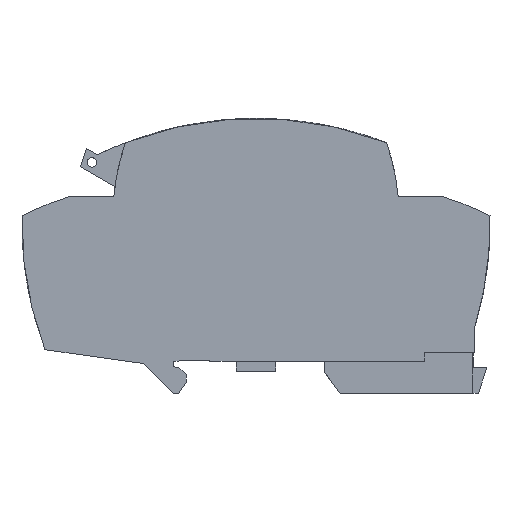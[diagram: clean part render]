
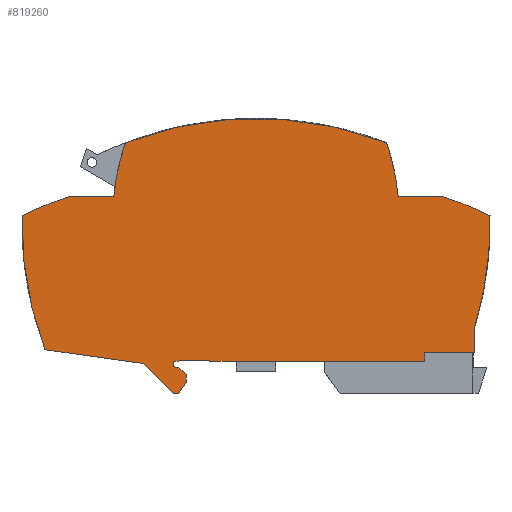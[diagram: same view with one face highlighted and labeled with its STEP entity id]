
A CAD part, left-side view. The second image highlights one B-rep face of the part: STEP entity #819260.
In plain terms, the highlighted planar face has unit normal (-1, 0, 0).
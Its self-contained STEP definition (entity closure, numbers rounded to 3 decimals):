
#270110=CARTESIAN_POINT('',(0.,13.944,
8.75));
#270120=VERTEX_POINT('',#270110);
#270150=CARTESIAN_POINT('',(0.,14.662,
8.75));
#270160=DIRECTION('',(0.,1.,0.));
#270170=VECTOR('',#270160,1.);
#270180=LINE('',#270150,#270170);
#270190=CARTESIAN_POINT('',(0.,3.404,
8.75));
#270200=VERTEX_POINT('',#270190);
#270210=EDGE_CURVE('',#270200,#270120,#270180,.T.);
#270460=CARTESIAN_POINT('',(0.,3.404,
21.653));
#270470=DIRECTION('',(0.,0.,1.));
#270480=VECTOR('',#270470,1.);
#270490=LINE('',#270460,#270480);
#270500=CARTESIAN_POINT('',(0.,3.404,
13.709));
#270510=VERTEX_POINT('',#270500);
#270520=EDGE_CURVE('',#270200,#270510,#270490,.T.);
#271130=CARTESIAN_POINT('',(0.,76.,
36.2));
#271140=DIRECTION('',(-1.,0.,0.));
#271150=DIRECTION('',(0.,-0.99,
-0.139));
#271160=AXIS2_PLACEMENT_3D('',#271130,#271140,#271150);
#271170=CIRCLE('',#271160,76.);
#271180=CARTESIAN_POINT('',(0.,0.019,
37.914));
#271190=VERTEX_POINT('',#271180);
#271200=EDGE_CURVE('',#270510,#271190,#271170,.T.);
#282390=CARTESIAN_POINT('',(0.,33.641,
-31.469));
#282400=DIRECTION('',(1.,0.,0.));
#282410=DIRECTION('',(0.,1.,0.));
#282420=AXIS2_PLACEMENT_3D('',#282390,#282400,#282410);
#282430=CIRCLE('',#282420,77.1);
#282440=CARTESIAN_POINT('',(0.,10.104,
41.95));
#282450=VERTEX_POINT('',#282440);
#282460=EDGE_CURVE('',#282450,#271190,#282430,.T.);
#282880=CARTESIAN_POINT('',(0.,14.662,
41.95));
#282890=DIRECTION('',(0.,-1.,0.));
#282900=VECTOR('',#282890,1.);
#282910=LINE('',#282880,#282900);
#282920=CARTESIAN_POINT('',(0.,19.561,
41.95));
#282930=VERTEX_POINT('',#282920);
#282940=EDGE_CURVE('',#282930,#282450,#282910,.T.);
#382270=CARTESIAN_POINT('',(0.,49.999,
6.85));
#382280=DIRECTION('',(0.,1.,0.));
#382290=VECTOR('',#382280,1.);
#382300=LINE('',#382270,#382290);
#382310=CARTESIAN_POINT('',(0.,13.944,
6.85));
#382320=VERTEX_POINT('',#382310);
#382330=CARTESIAN_POINT('',(0.,59.634,
6.85));
#382340=VERTEX_POINT('',#382330);
#382350=EDGE_CURVE('',#382320,#382340,#382300,.T.);
#389150=CARTESIAN_POINT('',(0.,59.634,
7.05));
#389160=VERTEX_POINT('',#389150);
#389190=CARTESIAN_POINT('',(0.,59.634,
57.182));
#389200=DIRECTION('',(0.,0.,1.));
#389210=VECTOR('',#389200,1.);
#389220=LINE('',#389190,#389210);
#389230=EDGE_CURVE('',#382340,#389160,#389220,.T.);
#399180=CARTESIAN_POINT('',(0.,22.039,
53.415));
#399190=VERTEX_POINT('',#399180);
#399220=CARTESIAN_POINT('',(0.,49.834,
-18.501));
#399230=DIRECTION('',(1.,0.,0.));
#399240=DIRECTION('',(0.,0.,-1.));
#399250=AXIS2_PLACEMENT_3D('',#399220,#399230,#399240);
#399260=CIRCLE('',#399250,77.1);
#399270=CARTESIAN_POINT('',(0.,77.629,
53.415));
#399280=VERTEX_POINT('',#399270);
#399290=EDGE_CURVE('',#399280,#399190,#399260,.T.);
#436980=CARTESIAN_POINT('',(0.,80.107,
41.95));
#436990=VERTEX_POINT('',#436980);
#437020=CARTESIAN_POINT('',(0.,49.999,
41.95));
#437030=DIRECTION('',(0.,-1.,0.));
#437040=VECTOR('',#437030,1.);
#437050=LINE('',#437020,#437040);
#437060=CARTESIAN_POINT('',(0.,89.564,
41.95));
#437070=VERTEX_POINT('',#437060);
#437080=EDGE_CURVE('',#437070,#436990,#437050,.T.);
#441750=CARTESIAN_POINT('',(0.,66.028,
-31.469));
#441760=DIRECTION('',(-1.,0.,0.));
#441770=DIRECTION('',(0.,1.,0.));
#441780=AXIS2_PLACEMENT_3D('',#441750,#441760,#441770);
#441790=CIRCLE('',#441780,77.1);
#441800=CARTESIAN_POINT('',(0.,99.649,
37.914));
#441810=VERTEX_POINT('',#441800);
#441820=EDGE_CURVE('',#437070,#441810,#441790,.T.);
#442430=CARTESIAN_POINT('',(0.,23.668,
36.2));
#442440=DIRECTION('',(1.,0.,0.));
#442450=DIRECTION('',(0.,0.99,
-0.139));
#442460=AXIS2_PLACEMENT_3D('',#442430,#442440,#442450);
#442470=CIRCLE('',#442460,76.);
#442480=CARTESIAN_POINT('',(0.,94.768,
9.35));
#442490=VERTEX_POINT('',#442480);
#442500=EDGE_CURVE('',#442490,#441810,#442470,.T.);
#453490=CARTESIAN_POINT('',(0.,14.662,
-1.939));
#453500=DIRECTION('',(0.,-0.99,
-0.14));
#453510=VECTOR('',#453500,1.);
#453520=LINE('',#453490,#453510);
#453530=CARTESIAN_POINT('',(0.,73.834,
6.4));
#453540=VERTEX_POINT('',#453530);
#453550=EDGE_CURVE('',#442490,#453540,#453520,.T.);
#453800=CARTESIAN_POINT('',(0.,89.086,
21.653));
#453810=DIRECTION('',(0.,0.707,
0.707));
#453820=VECTOR('',#453810,1.);
#453830=LINE('',#453800,#453820);
#453840=CARTESIAN_POINT('',(0.,67.434,
0.));
#453850=VERTEX_POINT('',#453840);
#453860=EDGE_CURVE('',#453850,#453540,#453830,.T.);
#454110=CARTESIAN_POINT('',(0.,14.662,
0.));
#454120=DIRECTION('',(0.,1.,0.));
#454130=VECTOR('',#454120,1.);
#454140=LINE('',#454110,#454130);
#454150=CARTESIAN_POINT('',(0.,66.364,
0.));
#454160=VERTEX_POINT('',#454150);
#454170=EDGE_CURVE('',#454160,#453850,#454140,.T.);
#454420=CARTESIAN_POINT('',(0.,51.203,
21.653));
#454430=DIRECTION('',(0.,0.574,
-0.819));
#454440=VECTOR('',#454430,1.);
#454450=LINE('',#454420,#454440);
#454460=CARTESIAN_POINT('',(0.,64.684,
2.4));
#454470=VERTEX_POINT('',#454460);
#454480=EDGE_CURVE('',#454470,#454160,#454450,.T.);
#454730=CARTESIAN_POINT('',(0.,64.684,
21.653));
#454740=DIRECTION('',(0.,0.,-1.));
#454750=VECTOR('',#454740,1.);
#454760=LINE('',#454730,#454750);
#454770=CARTESIAN_POINT('',(0.,64.684,
4.05));
#454780=VERTEX_POINT('',#454770);
#454790=EDGE_CURVE('',#454780,#454470,#454760,.T.);
#455040=CARTESIAN_POINT('',(0.,82.286,
21.653));
#455050=DIRECTION('',(0.,-0.707,
-0.707));
#455060=VECTOR('',#455050,1.);
#455070=LINE('',#455040,#455060);
#455080=CARTESIAN_POINT('',(0.,66.036,
5.403));
#455090=VERTEX_POINT('',#455080);
#455100=EDGE_CURVE('',#455090,#454780,#455070,.T.);
#455350=CARTESIAN_POINT('',(0.,14.662,
-8.363));
#455360=DIRECTION('',(0.,-0.966,
-0.259));
#455370=VECTOR('',#455360,1.);
#455380=LINE('',#455350,#455370);
#455390=CARTESIAN_POINT('',(0.,67.334,
5.75));
#455400=VERTEX_POINT('',#455390);
#455410=EDGE_CURVE('',#455400,#455090,#455380,.T.);
#455660=CARTESIAN_POINT('',(0.,67.334,
21.653));
#455670=DIRECTION('',(0.,0.,-1.));
#455680=VECTOR('',#455670,1.);
#455690=LINE('',#455660,#455680);
#455700=CARTESIAN_POINT('',(0.,67.334,
6.85));
#455710=VERTEX_POINT('',#455700);
#455720=EDGE_CURVE('',#455710,#455400,#455690,.T.);
#455970=CARTESIAN_POINT('',(0.,14.662,
11.459));
#455980=DIRECTION('',(0.,-0.996,
0.087));
#455990=VECTOR('',#455980,1.);
#456000=LINE('',#455970,#455990);
#456010=CARTESIAN_POINT('',(0.,65.048,
7.05));
#456020=VERTEX_POINT('',#456010);
#456030=EDGE_CURVE('',#455710,#456020,#456000,.T.);
#456280=CARTESIAN_POINT('',(0.,14.662,
7.05));
#456290=DIRECTION('',(0.,-1.,0.));
#456300=VECTOR('',#456290,1.);
#456310=LINE('',#456280,#456300);
#456320=EDGE_CURVE('',#456020,#389160,#456310,.T.);
#818780=CARTESIAN_POINT('',(0.,49.999,
57.182));
#818790=DIRECTION('',(1.,0.,0.));
#818800=DIRECTION('',(0.,1.,0.));
#818810=AXIS2_PLACEMENT_3D('',#818780,#818790,#818800);
#818820=PLANE('',#818810);
#818830=ORIENTED_EDGE('',*,*,#456320,.T.);
#818840=ORIENTED_EDGE('',*,*,#456030,.T.);
#818850=ORIENTED_EDGE('',*,*,#455720,.F.);
#818860=ORIENTED_EDGE('',*,*,#455410,.F.);
#818870=ORIENTED_EDGE('',*,*,#455100,.F.);
#818880=ORIENTED_EDGE('',*,*,#454790,.F.);
#818890=ORIENTED_EDGE('',*,*,#454480,.F.);
#818900=ORIENTED_EDGE('',*,*,#454170,.F.);
#818910=ORIENTED_EDGE('',*,*,#453860,.F.);
#818920=ORIENTED_EDGE('',*,*,#453550,.T.);
#818930=ORIENTED_EDGE('',*,*,#442500,.F.);
#818940=ORIENTED_EDGE('',*,*,#441820,.T.);
#818950=ORIENTED_EDGE('',*,*,#437080,.F.);
#818960=CARTESIAN_POINT('',(0.,30.334,
37.191));
#818970=DIRECTION('',(-1.,0.,0.));
#818980=DIRECTION('',(0.,1.,0.));
#818990=AXIS2_PLACEMENT_3D('',#818960,#818970,#818980);
#819000=CIRCLE('',#818990,50.);
#819010=EDGE_CURVE('',#399280,#436990,#819000,.T.);
#819020=ORIENTED_EDGE('',*,*,#819010,.T.);
#819030=ORIENTED_EDGE('',*,*,#399290,.F.);
#819040=CARTESIAN_POINT('',(0.,69.334,
37.191));
#819050=DIRECTION('',(1.,0.,0.));
#819060=DIRECTION('',(0.,1.,0.));
#819070=AXIS2_PLACEMENT_3D('',#819040,#819050,#819060);
#819080=CIRCLE('',#819070,50.);
#819090=EDGE_CURVE('',#399190,#282930,#819080,.T.);
#819100=ORIENTED_EDGE('',*,*,#819090,.F.);
#819110=ORIENTED_EDGE('',*,*,#282940,.F.);
#819120=ORIENTED_EDGE('',*,*,#282460,.F.);
#819130=ORIENTED_EDGE('',*,*,#271200,.T.);
#819140=ORIENTED_EDGE('',*,*,#270520,.T.);
#819150=ORIENTED_EDGE('',*,*,#270210,.F.);
#819160=CARTESIAN_POINT('',(0.,13.944,
57.182));
#819170=DIRECTION('',(0.,0.,1.));
#819180=VECTOR('',#819170,1.);
#819190=LINE('',#819160,#819180);
#819200=EDGE_CURVE('',#382320,#270120,#819190,.T.);
#819210=ORIENTED_EDGE('',*,*,#819200,.T.);
#819220=ORIENTED_EDGE('',*,*,#382350,.F.);
#819230=ORIENTED_EDGE('',*,*,#389230,.F.);
#819240=EDGE_LOOP('',(#819230,#819220,#819210,#819150,#819140,#819130,
#819120,#819110,#819100,#819030,#819020,#818950,#818940,#818930,#818920,
#818910,#818900,#818890,#818880,#818870,#818860,#818850,#818840,#818830)
);
#819250=FACE_OUTER_BOUND('',#819240,.T.);
#819260=ADVANCED_FACE('',(#819250),#818820,.F.);
